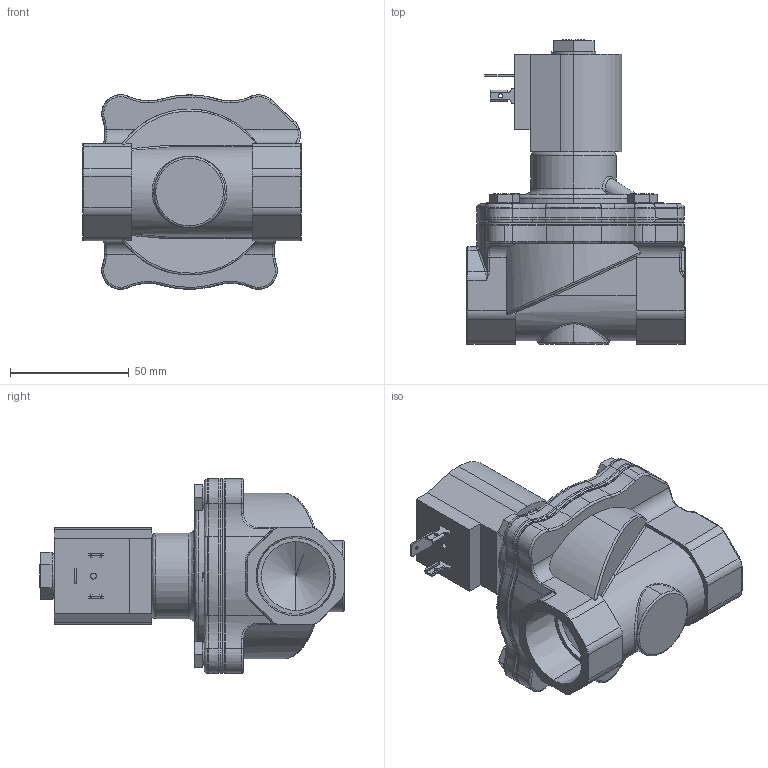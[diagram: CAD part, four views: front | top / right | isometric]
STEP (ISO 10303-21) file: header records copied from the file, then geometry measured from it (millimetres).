
FILE_DESCRIPTION (( 'STEP AP203' ), '1' );
FILE_NAME ('S211YH16V5FG9.step', '2025-12-15T20:48:56', ( '' ), ( '' ), 'SwSTEP 2.0', 'SolidWorks 2024', '' );
FILE_SCHEMA (( 'CONFIG_CONTROL_DESIGN' ));
Length unit declared in the file: inch
Products named in the file (1): S211YH16V5FG9
Bounding box: 92 x 128.4 x 82.09 mm (x, y, z)
Volume: 322285 mm3; surface area: 44202.3 mm2
Topology: 1 solids, 1 shells, 671 faces, 1693 edges, 1057 vertices
Faces by surface type: bspline 241, plane 220, cylinder 172, cone 38
Entity records: 28261 total; most frequent: CARTESIAN_POINT 13292, ORIENTED_EDGE 3370, DIRECTION 2793, EDGE_CURVE 1685, VERTEX_POINT 1057, AXIS2_PLACEMENT_3D 1033, LINE 727, VECTOR 727
